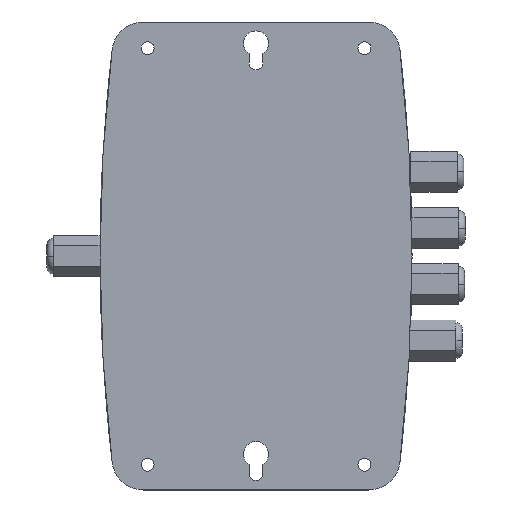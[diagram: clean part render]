
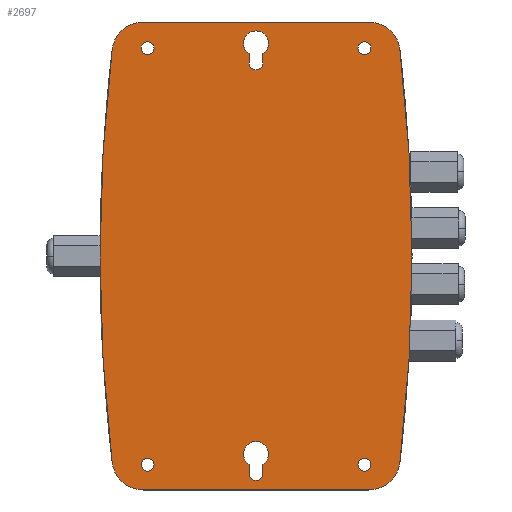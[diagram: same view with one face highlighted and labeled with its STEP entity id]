
A CAD part, top view. The second image highlights one B-rep face of the part: STEP entity #2697.
In plain terms, the highlighted planar face has unit normal (0, 0, 1).
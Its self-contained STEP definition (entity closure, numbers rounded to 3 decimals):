
#143=CARTESIAN_POINT('',(-1.634,-3.344,0.063));
#144=VERTEX_POINT('',#143);
#160=CARTESIAN_POINT('',(-1.841,-3.344,0.063));
#161=VERTEX_POINT('',#160);
#168=CARTESIAN_POINT('',(-1.737,-3.344,0.063));
#169=DIRECTION('',(0.0,0.0,-1.0));
#170=DIRECTION('',(1.0,0.0,0.0));
#171=AXIS2_PLACEMENT_3D('',#168,#169,#170);
#172=CIRCLE('',#171,0.104);
#173=EDGE_CURVE('',#144,#161,#172,.T.);
#185=CARTESIAN_POINT('',(1.841,3.33,0.063));
#186=VERTEX_POINT('',#185);
#202=CARTESIAN_POINT('',(1.634,3.33,0.063));
#203=VERTEX_POINT('',#202);
#210=CARTESIAN_POINT('',(1.737,3.33,0.063));
#211=DIRECTION('',(0.0,0.0,-1.0));
#212=DIRECTION('',(1.0,0.0,0.0));
#213=AXIS2_PLACEMENT_3D('',#210,#211,#212);
#214=CIRCLE('',#213,0.104);
#215=EDGE_CURVE('',#186,#203,#214,.T.);
#227=CARTESIAN_POINT('',(-1.634,3.33,0.063));
#228=VERTEX_POINT('',#227);
#244=CARTESIAN_POINT('',(-1.841,3.33,0.063));
#245=VERTEX_POINT('',#244);
#252=CARTESIAN_POINT('',(-1.737,3.33,0.063));
#253=DIRECTION('',(0.0,0.0,-1.0));
#254=DIRECTION('',(1.0,0.0,0.0));
#255=AXIS2_PLACEMENT_3D('',#252,#253,#254);
#256=CIRCLE('',#255,0.104);
#257=EDGE_CURVE('',#228,#245,#256,.T.);
#269=CARTESIAN_POINT('',(1.841,-3.344,0.063));
#270=VERTEX_POINT('',#269);
#286=CARTESIAN_POINT('',(1.634,-3.344,0.063));
#287=VERTEX_POINT('',#286);
#294=CARTESIAN_POINT('',(1.737,-3.344,0.063));
#295=DIRECTION('',(0.0,0.0,-1.0));
#296=DIRECTION('',(1.0,0.0,0.0));
#297=AXIS2_PLACEMENT_3D('',#294,#295,#296);
#298=CIRCLE('',#297,0.104);
#299=EDGE_CURVE('',#270,#287,#298,.T.);
#844=CARTESIAN_POINT('',(1.737,-3.344,0.063));
#845=DIRECTION('',(0.0,0.0,-1.0));
#846=DIRECTION('',(1.0,0.0,0.0));
#847=AXIS2_PLACEMENT_3D('',#844,#845,#846);
#848=CIRCLE('',#847,0.104);
#849=EDGE_CURVE('',#287,#270,#848,.T.);
#868=CARTESIAN_POINT('',(-1.737,3.33,0.063));
#869=DIRECTION('',(0.0,0.0,-1.0));
#870=DIRECTION('',(1.0,0.0,0.0));
#871=AXIS2_PLACEMENT_3D('',#868,#869,#870);
#872=CIRCLE('',#871,0.104);
#873=EDGE_CURVE('',#245,#228,#872,.T.);
#891=CARTESIAN_POINT('',(0.112,3.241,0.063));
#892=VERTEX_POINT('',#891);
#893=CARTESIAN_POINT('',(0.112,3.095,0.063));
#894=VERTEX_POINT('',#893);
#895=CARTESIAN_POINT('',(0.112,3.241,0.063));
#896=DIRECTION('',(0.0,-1.0,0.0));
#897=VECTOR('',#896,0.146);
#898=LINE('',#895,#897);
#899=EDGE_CURVE('',#892,#894,#898,.T.);
#931=CARTESIAN_POINT('',(-0.112,3.095,0.063));
#932=VERTEX_POINT('',#931);
#933=CARTESIAN_POINT('',(0.,3.095,0.063));
#934=DIRECTION('',(0.0,0.0,-1.0));
#935=DIRECTION('',(1.0,0.0,0.0));
#936=AXIS2_PLACEMENT_3D('',#933,#934,#935);
#937=CIRCLE('',#936,0.112);
#938=EDGE_CURVE('',#894,#932,#937,.T.);
#964=CARTESIAN_POINT('',(-0.112,3.241,0.063));
#965=VERTEX_POINT('',#964);
#966=CARTESIAN_POINT('',(-0.112,3.095,0.063));
#967=DIRECTION('',(0.0,1.0,0.0));
#968=VECTOR('',#967,0.146);
#969=LINE('',#966,#968);
#970=EDGE_CURVE('',#932,#965,#969,.T.);
#995=CARTESIAN_POINT('',(0.,3.407,0.063));
#996=DIRECTION('',(0.0,0.0,-1.0));
#997=DIRECTION('',(1.0,0.0,0.0));
#998=AXIS2_PLACEMENT_3D('',#995,#996,#997);
#999=CIRCLE('',#998,0.2);
#1000=EDGE_CURVE('',#965,#892,#999,.T.);
#1019=CARTESIAN_POINT('',(-0.112,-3.339,0.063));
#1020=VERTEX_POINT('',#1019);
#1021=CARTESIAN_POINT('',(0.112,-3.339,0.063));
#1022=VERTEX_POINT('',#1021);
#1023=CARTESIAN_POINT('',(0.,-3.173,0.063));
#1024=DIRECTION('',(0.0,0.0,-1.0));
#1025=DIRECTION('',(1.0,0.0,0.0));
#1026=AXIS2_PLACEMENT_3D('',#1023,#1024,#1025);
#1027=CIRCLE('',#1026,0.2);
#1028=EDGE_CURVE('',#1020,#1022,#1027,.T.);
#1061=CARTESIAN_POINT('',(0.112,-3.485,0.063));
#1062=VERTEX_POINT('',#1061);
#1063=CARTESIAN_POINT('',(0.112,-3.339,0.063));
#1064=DIRECTION('',(0.0,-1.0,0.0));
#1065=VECTOR('',#1064,0.146);
#1066=LINE('',#1063,#1065);
#1067=EDGE_CURVE('',#1022,#1062,#1066,.T.);
#1092=CARTESIAN_POINT('',(-0.112,-3.485,0.063));
#1093=VERTEX_POINT('',#1092);
#1094=CARTESIAN_POINT('',(0.,-3.485,0.063));
#1095=DIRECTION('',(0.0,0.0,-1.0));
#1096=DIRECTION('',(1.0,0.0,0.0));
#1097=AXIS2_PLACEMENT_3D('',#1094,#1095,#1096);
#1098=CIRCLE('',#1097,0.112);
#1099=EDGE_CURVE('',#1062,#1093,#1098,.T.);
#1125=CARTESIAN_POINT('',(-0.112,-3.485,0.063));
#1126=DIRECTION('',(0.0,1.0,0.0));
#1127=VECTOR('',#1126,0.146);
#1128=LINE('',#1125,#1127);
#1129=EDGE_CURVE('',#1093,#1020,#1128,.T.);
#1148=CARTESIAN_POINT('',(1.737,3.33,0.063));
#1149=DIRECTION('',(0.0,0.0,-1.0));
#1150=DIRECTION('',(1.0,0.0,0.0));
#1151=AXIS2_PLACEMENT_3D('',#1148,#1149,#1150);
#1152=CIRCLE('',#1151,0.104);
#1153=EDGE_CURVE('',#203,#186,#1152,.T.);
#1172=CARTESIAN_POINT('',(-1.737,-3.344,0.063));
#1173=DIRECTION('',(0.0,0.0,-1.0));
#1174=DIRECTION('',(1.0,0.0,0.0));
#1175=AXIS2_PLACEMENT_3D('',#1172,#1173,#1174);
#1176=CIRCLE('',#1175,0.104);
#1177=EDGE_CURVE('',#161,#144,#1176,.T.);
#1776=CARTESIAN_POINT('',(-2.306,-3.309,0.063));
#1777=VERTEX_POINT('',#1776);
#1784=CARTESIAN_POINT('',(-2.306,3.309,0.063));
#1785=VERTEX_POINT('',#1784);
#1786=CARTESIAN_POINT('',(25.75,0.0,0.063));
#1787=DIRECTION('',(0.0,0.0,-1.0));
#1788=DIRECTION('',(1.0,0.0,0.0));
#1789=AXIS2_PLACEMENT_3D('',#1786,#1787,#1788);
#1790=CIRCLE('',#1789,28.25);
#1791=EDGE_CURVE('',#1777,#1785,#1790,.T.);
#2324=CARTESIAN_POINT('',(2.306,3.309,0.063));
#2325=VERTEX_POINT('',#2324);
#2332=CARTESIAN_POINT('',(2.306,-3.309,0.063));
#2333=VERTEX_POINT('',#2332);
#2334=CARTESIAN_POINT('',(-25.75,0.0,0.063));
#2335=DIRECTION('',(0.0,0.0,-1.0));
#2336=DIRECTION('',(1.0,0.0,0.0));
#2337=AXIS2_PLACEMENT_3D('',#2334,#2335,#2336);
#2338=CIRCLE('',#2337,28.25);
#2339=EDGE_CURVE('',#2325,#2333,#2338,.T.);
#2525=CARTESIAN_POINT('',(1.809,-3.75,0.063));
#2526=VERTEX_POINT('',#2525);
#2527=CARTESIAN_POINT('',(1.809,-3.25,0.063));
#2528=DIRECTION('',(0.0,0.0,-1.0));
#2529=DIRECTION('',(0.664,-0.747,0.0));
#2530=AXIS2_PLACEMENT_3D('',#2527,#2528,#2529);
#2531=CIRCLE('',#2530,0.5);
#2532=EDGE_CURVE('',#2333,#2526,#2531,.T.);
#2551=CARTESIAN_POINT('',(-1.809,-3.75,0.063));
#2552=VERTEX_POINT('',#2551);
#2553=CARTESIAN_POINT('',(1.809,-3.75,0.063));
#2554=DIRECTION('',(-1.0,0.0,0.0));
#2555=VECTOR('',#2554,3.618);
#2556=LINE('',#2553,#2555);
#2557=EDGE_CURVE('',#2526,#2552,#2556,.T.);
#2574=CARTESIAN_POINT('',(-1.809,-3.25,0.063));
#2575=DIRECTION('',(0.0,0.0,-1.));
#2576=DIRECTION('',(-0.664,-0.747,0.0));
#2577=AXIS2_PLACEMENT_3D('',#2574,#2575,#2576);
#2578=CIRCLE('',#2577,0.5);
#2579=EDGE_CURVE('',#2552,#1777,#2578,.T.);
#2592=CARTESIAN_POINT('',(1.809,3.75,0.063));
#2593=VERTEX_POINT('',#2592);
#2594=CARTESIAN_POINT('',(1.809,3.25,0.063));
#2595=DIRECTION('',(0.0,0.0,-1.0));
#2596=DIRECTION('',(0.664,0.747,0.0));
#2597=AXIS2_PLACEMENT_3D('',#2594,#2595,#2596);
#2598=CIRCLE('',#2597,0.5);
#2599=EDGE_CURVE('',#2593,#2325,#2598,.T.);
#2619=CARTESIAN_POINT('',(-1.809,3.75,0.063));
#2620=VERTEX_POINT('',#2619);
#2627=CARTESIAN_POINT('',(-1.809,3.75,0.063));
#2628=DIRECTION('',(1.0,0.0,0.0));
#2629=VECTOR('',#2628,3.618);
#2630=LINE('',#2627,#2629);
#2631=EDGE_CURVE('',#2620,#2593,#2630,.T.);
#2641=CARTESIAN_POINT('',(-1.809,3.25,0.063));
#2642=DIRECTION('',(0.0,0.0,-1.));
#2643=DIRECTION('',(-0.664,0.747,0.0));
#2644=AXIS2_PLACEMENT_3D('',#2641,#2642,#2643);
#2645=CIRCLE('',#2644,0.5);
#2646=EDGE_CURVE('',#1785,#2620,#2645,.T.);
#2654=CARTESIAN_POINT('',(0.,0.,0.063));
#2655=DIRECTION('',(0.0,0.0,1.0));
#2656=DIRECTION('',(1.0,0.0,0.0));
#2657=AXIS2_PLACEMENT_3D('',#2654,#2655,#2656);
#2658=PLANE('',#2657);
#2659=ORIENTED_EDGE('',*,*,#2532,.F.);
#2660=ORIENTED_EDGE('',*,*,#2339,.F.);
#2661=ORIENTED_EDGE('',*,*,#2599,.F.);
#2662=ORIENTED_EDGE('',*,*,#2631,.F.);
#2663=ORIENTED_EDGE('',*,*,#2646,.F.);
#2664=ORIENTED_EDGE('',*,*,#1791,.F.);
#2665=ORIENTED_EDGE('',*,*,#2579,.F.);
#2666=ORIENTED_EDGE('',*,*,#2557,.F.);
#2667=EDGE_LOOP('',(#2659,#2660,#2661,#2662,#2663,#2664,#2665,#2666));
#2668=FACE_OUTER_BOUND('',#2667,.T.);
#2669=ORIENTED_EDGE('',*,*,#849,.T.);
#2670=ORIENTED_EDGE('',*,*,#299,.T.);
#2671=EDGE_LOOP('',(#2669,#2670));
#2672=FACE_BOUND('',#2671,.T.);
#2673=ORIENTED_EDGE('',*,*,#873,.T.);
#2674=ORIENTED_EDGE('',*,*,#257,.T.);
#2675=EDGE_LOOP('',(#2673,#2674));
#2676=FACE_BOUND('',#2675,.T.);
#2677=ORIENTED_EDGE('',*,*,#970,.T.);
#2678=ORIENTED_EDGE('',*,*,#1000,.T.);
#2679=ORIENTED_EDGE('',*,*,#899,.T.);
#2680=ORIENTED_EDGE('',*,*,#938,.T.);
#2681=EDGE_LOOP('',(#2677,#2678,#2679,#2680));
#2682=FACE_BOUND('',#2681,.T.);
#2683=ORIENTED_EDGE('',*,*,#1099,.T.);
#2684=ORIENTED_EDGE('',*,*,#1129,.T.);
#2685=ORIENTED_EDGE('',*,*,#1028,.T.);
#2686=ORIENTED_EDGE('',*,*,#1067,.T.);
#2687=EDGE_LOOP('',(#2683,#2684,#2685,#2686));
#2688=FACE_BOUND('',#2687,.T.);
#2689=ORIENTED_EDGE('',*,*,#1153,.T.);
#2690=ORIENTED_EDGE('',*,*,#215,.T.);
#2691=EDGE_LOOP('',(#2689,#2690));
#2692=FACE_BOUND('',#2691,.T.);
#2693=ORIENTED_EDGE('',*,*,#1177,.T.);
#2694=ORIENTED_EDGE('',*,*,#173,.T.);
#2695=EDGE_LOOP('',(#2693,#2694));
#2696=FACE_BOUND('',#2695,.T.);
#2697=ADVANCED_FACE('',(#2668,#2672,#2676,#2682,#2688,#2692,#2696),#2658,.T.);
